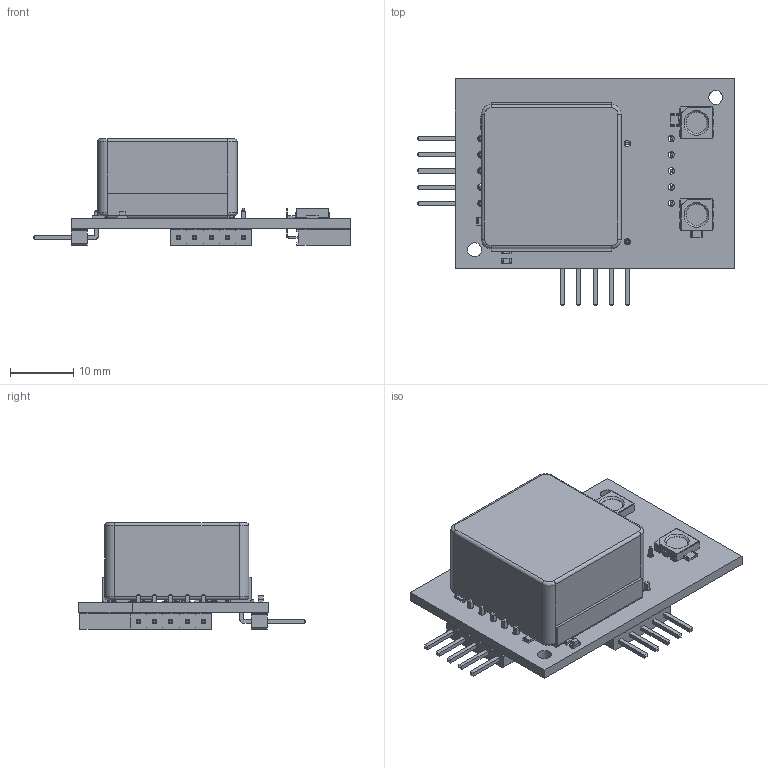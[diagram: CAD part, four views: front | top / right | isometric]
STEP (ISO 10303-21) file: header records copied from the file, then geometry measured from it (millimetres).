
FILE_DESCRIPTION(('KiCad electronic assembly'),'2;1');
FILE_NAME('CG-UVC.step','2021-07-03T20:38:46',('An Author'),('A Company' ),'Open CASCADE STEP processor 6.9','KiCad to STEP converter', 'Unknown');
FILE_SCHEMA(('AUTOMOTIVE_DESIGN { 1 0 10303 214 1 1 1 1 }'));
Length unit declared in the file: millimetre
Products named in the file (26): Open CASCADE STEP translator 6.9 1; R_0603_1608Metric; SOLID; SOT-23; LED_0603_1608Metric; SOT-23-6; C_0805_2012Metric; R_0805_2012Metric; L_Bourns_SRP2313AA; PinSocket_1x05_P2.54mm_Horizontal; PinHeader_1x05_P2.54mm_Horizontal; LED_RGB_5050-6; D_SOD-123; C_0603_1608Metric; COMPOUND
Assembly tree (46 placements, depth 3):
  Open CASCADE STEP translator 6.9 1
    R_0603_1608Metric  x6
      SOLID
    SOT-23  x2
      SOLID
    LED_0603_1608Metric
      SOLID
    SOT-23-6
      SOLID
    C_0805_2012Metric  x4
      SOLID
    R_0805_2012Metric  x6
      SOLID
    L_Bourns_SRP2313AA
      SOLID
    PinSocket_1x05_P2.54mm_Horizontal  x2
      SOLID
    PinHeader_1x05_P2.54mm_Horizontal  x2
      SOLID
    LED_RGB_5050-6  x6
      SOLID
    D_SOD-123
      SOLID
    C_0603_1608Metric
      SOLID
    COMPOUND
Bounding box: 50.07 x 35.79 x 16.84 mm (x, y, z)
Volume: 9237.3 mm3; surface area: 7395.8 mm2
Topology: 34 solids, 34 shells, 2160 faces, 5892 edges, 3796 vertices
Faces by surface type: plane 1500, cylinder 536, bspline 110, torus 8, cone 6
Full cylindrical faces by diameter (mm): 1 x20, 2.2 x2, 3.333 x6
Entity records: 66073 total; most frequent: CARTESIAN_POINT 11497, DIRECTION 8846, LINE 6177, VECTOR 6177, ORIENTED_EDGE 4772, PCURVE 4772, DEFINITIONAL_REPRESENTATION 4772, EDGE_CURVE 2386
